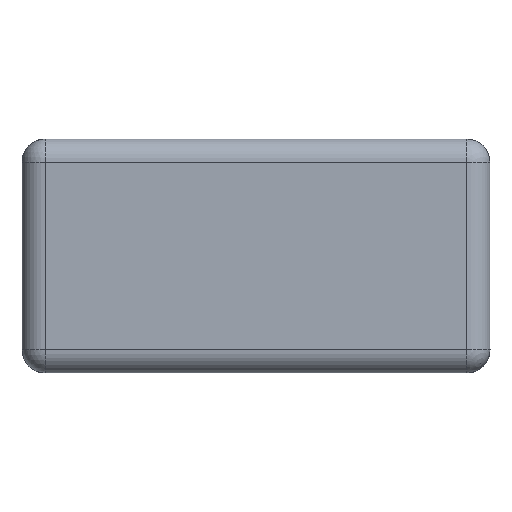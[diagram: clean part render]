
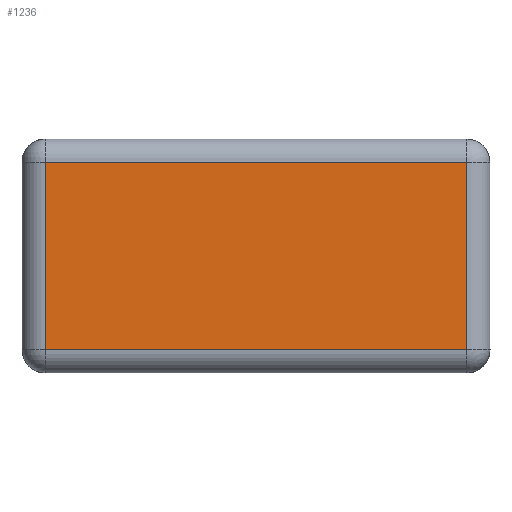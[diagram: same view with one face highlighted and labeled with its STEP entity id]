
A CAD part, left-side view. The second image highlights one B-rep face of the part: STEP entity #1236.
In plain terms, the highlighted planar face has unit normal (-1, 0, 0).
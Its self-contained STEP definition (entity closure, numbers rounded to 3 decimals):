
#112=LINE('',#1980,#186);
#116=LINE('',#2309,#190);
#117=LINE('',#2311,#191);
#118=LINE('',#2312,#192);
#186=VECTOR('',#1578,10.);
#190=VECTOR('',#1602,10.);
#191=VECTOR('',#1603,10.);
#192=VECTOR('',#1604,10.);
#258=PLANE('',#1436);
#293=FACE_OUTER_BOUND('',#376,.T.);
#376=EDGE_LOOP('',(#881,#882,#883,#884));
#535=VERTEX_POINT('',#1976);
#536=VERTEX_POINT('',#1978);
#556=VERTEX_POINT('',#2308);
#557=VERTEX_POINT('',#2310);
#652=EDGE_CURVE('',#535,#536,#112,.T.);
#678=EDGE_CURVE('',#535,#556,#116,.T.);
#679=EDGE_CURVE('',#536,#557,#117,.T.);
#680=EDGE_CURVE('',#556,#557,#118,.T.);
#881=ORIENTED_EDGE('',*,*,#678,.F.);
#882=ORIENTED_EDGE('',*,*,#652,.T.);
#883=ORIENTED_EDGE('',*,*,#679,.T.);
#884=ORIENTED_EDGE('',*,*,#680,.F.);
#1236=ADVANCED_FACE('',(#293),#258,.T.);
#1436=AXIS2_PLACEMENT_3D('',#2307,#1600,#1601);
#1578=DIRECTION('',(0.,-1.,0.));
#1600=DIRECTION('center_axis',(-1.,0.,0.));
#1601=DIRECTION('ref_axis',(0.,0.,1.));
#1602=DIRECTION('',(0.,0.,1.));
#1603=DIRECTION('',(0.,0.,1.));
#1604=DIRECTION('',(0.,-1.,0.));
#1976=CARTESIAN_POINT('',(-1.6,0.72,0.09));
#1978=CARTESIAN_POINT('',(-1.6,-0.72,0.09));
#1980=CARTESIAN_POINT('',(-1.6,0.72,0.09));
#2307=CARTESIAN_POINT('Origin',(-1.6,0.,0.01));
#2308=CARTESIAN_POINT('',(-1.6,0.72,0.73));
#2309=CARTESIAN_POINT('',(-1.6,0.72,0.09));
#2310=CARTESIAN_POINT('',(-1.6,-0.72,0.73));
#2311=CARTESIAN_POINT('',(-1.6,-0.72,0.09));
#2312=CARTESIAN_POINT('',(-1.6,0.72,0.73));
